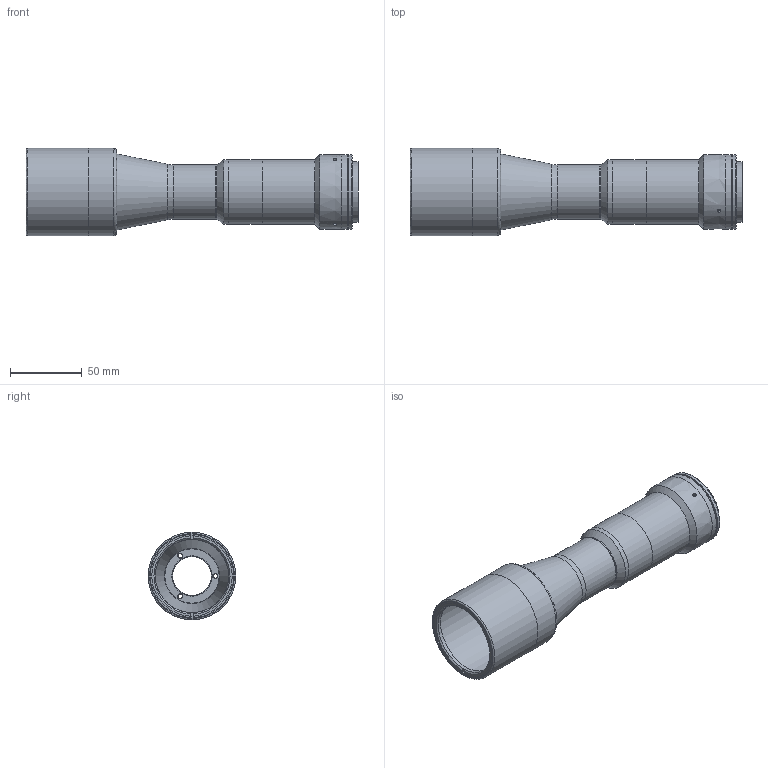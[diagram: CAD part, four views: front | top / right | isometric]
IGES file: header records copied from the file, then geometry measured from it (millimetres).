
Start section: SolidWorks IGES file using analytic representation for surfaces
Global section: file name: DP32106-A_TC4MHRP036-J.igs; native system: SolidWorks 2021; preprocessor: SolidWorks 2021; author: lrizzotto; date: 220613.094704; units: millimetre
Bounding box: 231.06 x 61 x 61 mm (x, y, z)
Surface area: 55552.4 mm2 (no closed solid volume)
Topology: 0 solids, 0 shells, 67 faces, 392 edges, 361 vertices
Faces by surface type: revolution 39, bspline 28
